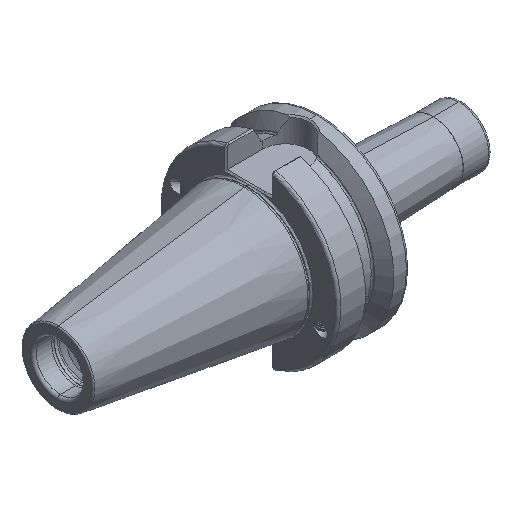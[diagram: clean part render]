
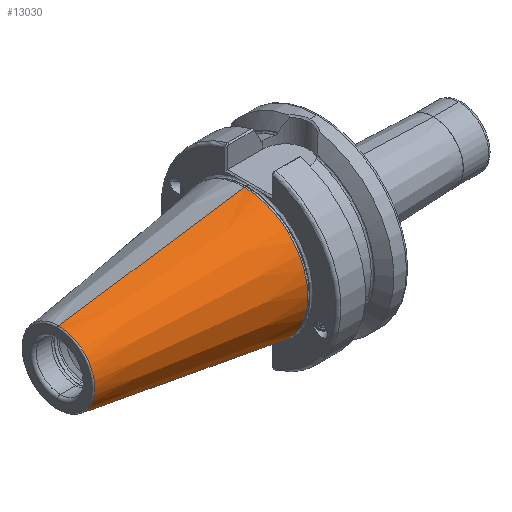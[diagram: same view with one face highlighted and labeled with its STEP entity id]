
A CAD part, isometric view. The second image highlights one B-rep face of the part: STEP entity #13030.
In plain terms, the highlighted conical face has half-angle 8.297 degrees and reference radius 22.298 mm.
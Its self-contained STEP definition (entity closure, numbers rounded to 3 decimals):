
#526 = VECTOR ( 'NONE', #10819, 1000. ) ;
#528 = VECTOR ( 'NONE', #10831, 1000. ) ;
#2524 = CARTESIAN_POINT ( 'NONE',  ( -1.5, 0., 0. ) ) ;
#2525 = DIRECTION ( 'NONE',  ( 1., 0., 0. ) ) ;
#2526 = DIRECTION ( 'NONE',  ( 0., 0., -1. ) ) ;
#2780 = FACE_OUTER_BOUND ( 'NONE', #6228, .T. ) ;
#2783 = AXIS2_PLACEMENT_3D ( 'NONE', #2524, #2525, #2526 ) ;
#5591 = AXIS2_PLACEMENT_3D ( 'NONE', #11912, #11913, #11914 ) ;
#5592 = AXIS2_PLACEMENT_3D ( 'NONE', #11915, #11916, #11917 ) ;
#6228 = EDGE_LOOP ( 'NONE', ( #14150, #14151, #14152, #14149 ) ) ;
#6999 = CIRCLE ( 'NONE', #5591, 22.298 ) ;
#7000 = CIRCLE ( 'NONE', #5592, 12.75 ) ;
#7057 = CONICAL_SURFACE ( 'NONE', #2783, 22.298, 0.145 ) ;
#8147 = CARTESIAN_POINT ( 'NONE',  ( -66.972, 0., 12.75 ) ) ;
#8148 = CARTESIAN_POINT ( 'NONE',  ( -66.972, 0., -12.75 ) ) ;
#8149 = CARTESIAN_POINT ( 'NONE',  ( -1.5, 0., 22.298 ) ) ;
#8150 = CARTESIAN_POINT ( 'NONE',  ( -1.5, 0., -22.298 ) ) ;
#9480 = VERTEX_POINT ( 'NONE', #8147 ) ;
#9481 = VERTEX_POINT ( 'NONE', #8148 ) ;
#9482 = VERTEX_POINT ( 'NONE', #8149 ) ;
#9483 = VERTEX_POINT ( 'NONE', #8150 ) ;
#9847 = EDGE_CURVE ( 'NONE', #9482, #9483, #6999, .T. ) ;
#9848 = EDGE_CURVE ( 'NONE', #9480, #9481, #7000, .T. ) ;
#10815 = LINE ( 'NONE', #10817, #526 ) ;
#10817 = CARTESIAN_POINT ( 'NONE',  ( -1.5, 0., 22.298 ) ) ;
#10819 = DIRECTION ( 'NONE',  ( 0.99, 0., 0.144 ) ) ;
#10827 = LINE ( 'NONE', #10829, #528 ) ;
#10829 = CARTESIAN_POINT ( 'NONE',  ( -1.5, 0., -22.298 ) ) ;
#10831 = DIRECTION ( 'NONE',  ( 0.99, 0., -0.144 ) ) ;
#11912 = CARTESIAN_POINT ( 'NONE',  ( -1.5, 0., 0. ) ) ;
#11913 = DIRECTION ( 'NONE',  ( 1., 0., 0. ) ) ;
#11914 = DIRECTION ( 'NONE',  ( 0., 0., -1. ) ) ;
#11915 = CARTESIAN_POINT ( 'NONE',  ( -66.972, 0., 0. ) ) ;
#11916 = DIRECTION ( 'NONE',  ( 1., 0., 0. ) ) ;
#11917 = DIRECTION ( 'NONE',  ( 0., 0., -1. ) ) ;
#12332 = EDGE_CURVE ( 'NONE', #9480, #9482, #10815, .T. ) ;
#12334 = EDGE_CURVE ( 'NONE', #9481, #9483, #10827, .T. ) ;
#13030 = ADVANCED_FACE ( 'NONE', ( #2780 ), #7057, .T. ) ;
#14149 = ORIENTED_EDGE ( 'NONE', *, *, #9847, .F. ) ;
#14150 = ORIENTED_EDGE ( 'NONE', *, *, #12332, .F. ) ;
#14151 = ORIENTED_EDGE ( 'NONE', *, *, #9848, .T. ) ;
#14152 = ORIENTED_EDGE ( 'NONE', *, *, #12334, .T. ) ;
